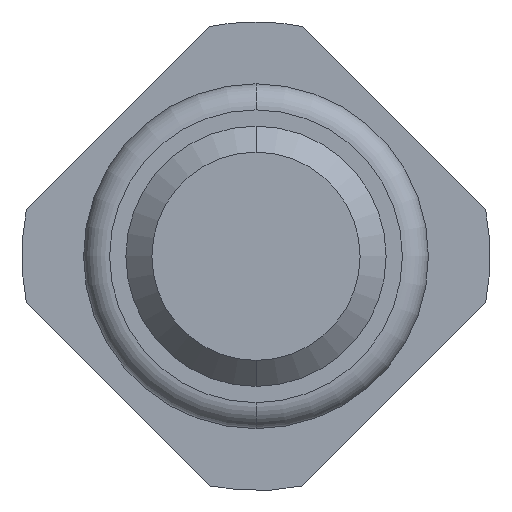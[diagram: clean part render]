
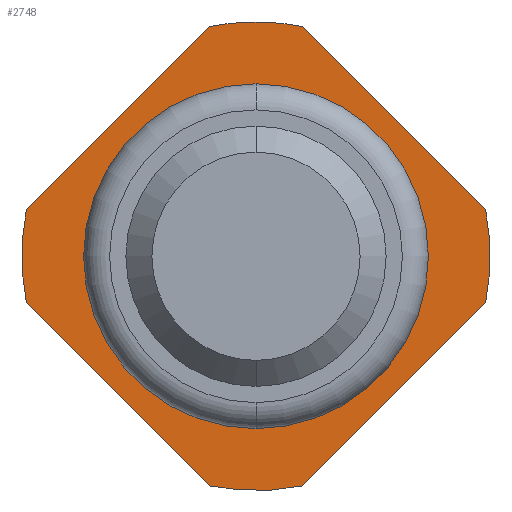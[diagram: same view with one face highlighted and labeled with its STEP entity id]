
A CAD part, front view. The second image highlights one B-rep face of the part: STEP entity #2748.
In plain terms, the highlighted planar face has unit normal (0, -1, 0).
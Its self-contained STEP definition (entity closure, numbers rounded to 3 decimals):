
#9 = DIRECTION ( 'NONE',  ( 0., 0., 1. ) ) ;
#16 = EDGE_CURVE ( 'Defeature ausgef�hrt2_71+Defeature ausgef�hrt2_83+Defeature ausgef�hrt2_83+Defeature ausgef�hrt2_83', #4607, #3820, #2432, .T. ) ;
#66 = DIRECTION ( 'NONE',  ( 0., 0., 1. ) ) ;
#68 = CIRCLE ( 'NONE', #4452, 1.8 ) ;
#291 = DIRECTION ( 'NONE',  ( 0., 1., 0. ) ) ;
#304 = DIRECTION ( 'NONE',  ( 0.707, 0., 0.707 ) ) ;
#411 = FACE_OUTER_BOUND ( 'NONE', #2552, .T. ) ;
#574 = VECTOR ( 'NONE', #3220, 1000. ) ;
#613 = EDGE_CURVE ( 'Defeature ausgef�hrt2_87+Defeature ausgef�hrt2_71+Defeature ausgef�hrt2_75+Defeature ausgef�hrt2_74', #1492, #5091, #707, .T. ) ;
#707 = LINE ( 'NONE', #1519, #574 ) ;
#766 = VERTEX_POINT ( 'NONE', #4122 ) ;
#785 = CARTESIAN_POINT ( 'NONE',  ( 1.764, -2., 0.357 ) ) ;
#786 = ORIENTED_EDGE ( 'NONE', *, *, #5531, .T. ) ;
#787 = CARTESIAN_POINT ( 'NONE',  ( 0.357, -2., -1.764 ) ) ;
#817 = CIRCLE ( 'NONE', #3533, 1.8 ) ;
#853 = ORIENTED_EDGE ( 'NONE', *, *, #1205, .F. ) ;
#960 = DIRECTION ( 'NONE',  ( 0., 1., 0. ) ) ;
#1005 = DIRECTION ( 'NONE',  ( -0.707, 0., -0.707 ) ) ;
#1060 = VERTEX_POINT ( 'NONE', #3767 ) ;
#1085 = CIRCLE ( 'NONE', #1580, 1.8 ) ;
#1114 = CARTESIAN_POINT ( 'NONE',  ( -1.764, -2., -0.357 ) ) ;
#1203 = VERTEX_POINT ( 'NONE', #4368 ) ;
#1205 = EDGE_CURVE ( 'Defeature ausgef�hrt2_73+Defeature ausgef�hrt2_71+Defeature ausgef�hrt2_88+Defeature ausgef�hrt2_89', #2373, #1203, #3736, .T. ) ;
#1315 = VERTEX_POINT ( 'NONE', #787 ) ;
#1319 = CARTESIAN_POINT ( 'NONE',  ( 0., -2., 0. ) ) ;
#1324 = AXIS2_PLACEMENT_3D ( 'NONE', #4207, #960, #2795 ) ;
#1381 = CARTESIAN_POINT ( 'NONE',  ( 0., -2., 0. ) ) ;
#1434 = EDGE_CURVE ( 'Defeature ausgef�hrt2_89+Defeature ausgef�hrt2_71+Defeature ausgef�hrt2_73+Defeature ausgef�hrt2_72', #1203, #3218, #3322, .T. ) ;
#1492 = VERTEX_POINT ( 'NONE', #2649 ) ;
#1519 = CARTESIAN_POINT ( 'NONE',  ( -0.161, -2., -1.961 ) ) ;
#1580 = AXIS2_PLACEMENT_3D ( 'NONE', #1319, #2268, #5485 ) ;
#1623 = ORIENTED_EDGE ( 'NONE', *, *, #1434, .F. ) ;
#1661 = DIRECTION ( 'NONE',  ( 0., 0., 1. ) ) ;
#1807 = DIRECTION ( 'NONE',  ( 0., 1., 0. ) ) ;
#1858 = VECTOR ( 'NONE', #5343, 1000. ) ;
#1859 = ORIENTED_EDGE ( 'NONE', *, *, #2991, .F. ) ;
#1866 = EDGE_CURVE ( 'Defeature ausgef�hrt2_74+Defeature ausgef�hrt2_71+Defeature ausgef�hrt2_87+Defeature ausgef�hrt2_88', #5091, #1060, #5322, .T. ) ;
#2051 = CARTESIAN_POINT ( 'NONE',  ( -0.161, -2., 1.961 ) ) ;
#2056 = EDGE_CURVE ( 'Defeature ausgef�hrt2_73+Defeature ausgef�hrt2_71+Defeature ausgef�hrt2_88+Defeature ausgef�hrt2_89', #766, #2373, #68, .T. ) ;
#2082 = DIRECTION ( 'NONE',  ( 0., 0., 1. ) ) ;
#2116 = DIRECTION ( 'NONE',  ( 0., 0., 1. ) ) ;
#2126 = CARTESIAN_POINT ( 'NONE',  ( 0., -2., 0. ) ) ;
#2268 = DIRECTION ( 'NONE',  ( 0., 1., 0. ) ) ;
#2360 = ORIENTED_EDGE ( 'NONE', *, *, #3243, .F. ) ;
#2373 = VERTEX_POINT ( 'NONE', #4396 ) ;
#2432 = CIRCLE ( 'NONE', #2923, 1.325 ) ;
#2545 = CARTESIAN_POINT ( 'NONE',  ( 0., -2., 0. ) ) ;
#2552 = EDGE_LOOP ( 'NONE', ( #1623, #853, #3397, #5345, #4273, #3157, #2987, #1859, #2360 ) ) ;
#2649 = CARTESIAN_POINT ( 'NONE',  ( -0.357, -2., -1.764 ) ) ;
#2748 = ADVANCED_FACE ( 'Defeature ausgef�hrt2_71', ( #5439, #411 ), #5080, .F. ) ;
#2795 = DIRECTION ( 'NONE',  ( 0., 0., 1. ) ) ;
#2821 = CARTESIAN_POINT ( 'NONE',  ( 1.961, -2., -0.161 ) ) ;
#2923 = AXIS2_PLACEMENT_3D ( 'NONE', #4793, #5752, #2116 ) ;
#2987 = ORIENTED_EDGE ( 'NONE', *, *, #3825, .F. ) ;
#2991 = EDGE_CURVE ( 'Defeature ausgef�hrt2_86+Defeature ausgef�hrt2_71+Defeature ausgef�hrt2_72+Defeature ausgef�hrt2_75', #3774, #1315, #3298, .T. ) ;
#3004 = LINE ( 'NONE', #2051, #5785 ) ;
#3112 = CARTESIAN_POINT ( 'NONE',  ( 1.764, -2., -0.357 ) ) ;
#3133 = EDGE_CURVE ( 'Defeature ausgef�hrt2_88+Defeature ausgef�hrt2_71+Defeature ausgef�hrt2_74+Defeature ausgef�hrt2_73', #1060, #766, #3004, .T. ) ;
#3142 = CARTESIAN_POINT ( 'NONE',  ( 0., -2., 0. ) ) ;
#3157 = ORIENTED_EDGE ( 'NONE', *, *, #613, .F. ) ;
#3218 = VERTEX_POINT ( 'NONE', #785 ) ;
#3220 = DIRECTION ( 'NONE',  ( -0.707, 0., 0.707 ) ) ;
#3243 = EDGE_CURVE ( 'Defeature ausgef�hrt2_72+Defeature ausgef�hrt2_71+Defeature ausgef�hrt2_89+Defeature ausgef�hrt2_86', #3218, #3774, #817, .T. ) ;
#3278 = AXIS2_PLACEMENT_3D ( 'NONE', #2126, #3898, #1661 ) ;
#3294 = DIRECTION ( 'NONE',  ( 0., 0., 1. ) ) ;
#3298 = LINE ( 'NONE', #2821, #3502 ) ;
#3322 = LINE ( 'NONE', #4889, #1858 ) ;
#3329 = CARTESIAN_POINT ( 'NONE',  ( 1.8, -2., 0. ) ) ;
#3397 = ORIENTED_EDGE ( 'NONE', *, *, #2056, .F. ) ;
#3502 = VECTOR ( 'NONE', #1005, 1000. ) ;
#3533 = AXIS2_PLACEMENT_3D ( 'NONE', #3142, #4030, #9 ) ;
#3655 = AXIS2_PLACEMENT_3D ( 'NONE', #3329, #5633, #3294 ) ;
#3736 = CIRCLE ( 'NONE', #3278, 1.8 ) ;
#3767 = CARTESIAN_POINT ( 'NONE',  ( -1.764, -2., 0.357 ) ) ;
#3774 = VERTEX_POINT ( 'NONE', #3112 ) ;
#3820 = VERTEX_POINT ( 'NONE', #4046 ) ;
#3825 = EDGE_CURVE ( 'Defeature ausgef�hrt2_75+Defeature ausgef�hrt2_71+Defeature ausgef�hrt2_86+Defeature ausgef�hrt2_87', #1315, #1492, #1085, .T. ) ;
#3865 = CARTESIAN_POINT ( 'NONE',  ( 0., -2., -1.325 ) ) ;
#3898 = DIRECTION ( 'NONE',  ( 0., 1., 0. ) ) ;
#4030 = DIRECTION ( 'NONE',  ( 0., 1., 0. ) ) ;
#4046 = CARTESIAN_POINT ( 'NONE',  ( 0., -2., 1.325 ) ) ;
#4122 = CARTESIAN_POINT ( 'NONE',  ( -0.357, -2., 1.764 ) ) ;
#4207 = CARTESIAN_POINT ( 'NONE',  ( 0., -2., 0. ) ) ;
#4267 = CIRCLE ( 'NONE', #1324, 1.325 ) ;
#4273 = ORIENTED_EDGE ( 'NONE', *, *, #1866, .F. ) ;
#4368 = CARTESIAN_POINT ( 'NONE',  ( 0.357, -2., 1.764 ) ) ;
#4396 = CARTESIAN_POINT ( 'NONE',  ( 0., -2., 1.8 ) ) ;
#4452 = AXIS2_PLACEMENT_3D ( 'NONE', #1381, #1807, #66 ) ;
#4607 = VERTEX_POINT ( 'NONE', #3865 ) ;
#4793 = CARTESIAN_POINT ( 'NONE',  ( 0., -2., 0. ) ) ;
#4889 = CARTESIAN_POINT ( 'NONE',  ( 1.961, -2., 0.161 ) ) ;
#5000 = EDGE_LOOP ( 'NONE', ( #786, #5597 ) ) ;
#5080 = PLANE ( 'NONE',  #3655 ) ;
#5091 = VERTEX_POINT ( 'NONE', #1114 ) ;
#5322 = CIRCLE ( 'NONE', #5740, 1.8 ) ;
#5343 = DIRECTION ( 'NONE',  ( 0.707, 0., -0.707 ) ) ;
#5345 = ORIENTED_EDGE ( 'NONE', *, *, #3133, .F. ) ;
#5439 = FACE_BOUND ( 'NONE', #5000, .T. ) ;
#5485 = DIRECTION ( 'NONE',  ( 0., 0., 1. ) ) ;
#5531 = EDGE_CURVE ( 'Defeature ausgef�hrt2_71+Defeature ausgef�hrt2_83+Defeature ausgef�hrt2_83+Defeature ausgef�hrt2_83', #3820, #4607, #4267, .T. ) ;
#5597 = ORIENTED_EDGE ( 'NONE', *, *, #16, .T. ) ;
#5633 = DIRECTION ( 'NONE',  ( 0., 1., 0. ) ) ;
#5740 = AXIS2_PLACEMENT_3D ( 'NONE', #2545, #291, #2082 ) ;
#5752 = DIRECTION ( 'NONE',  ( 0., 1., 0. ) ) ;
#5785 = VECTOR ( 'NONE', #304, 1000. ) ;
